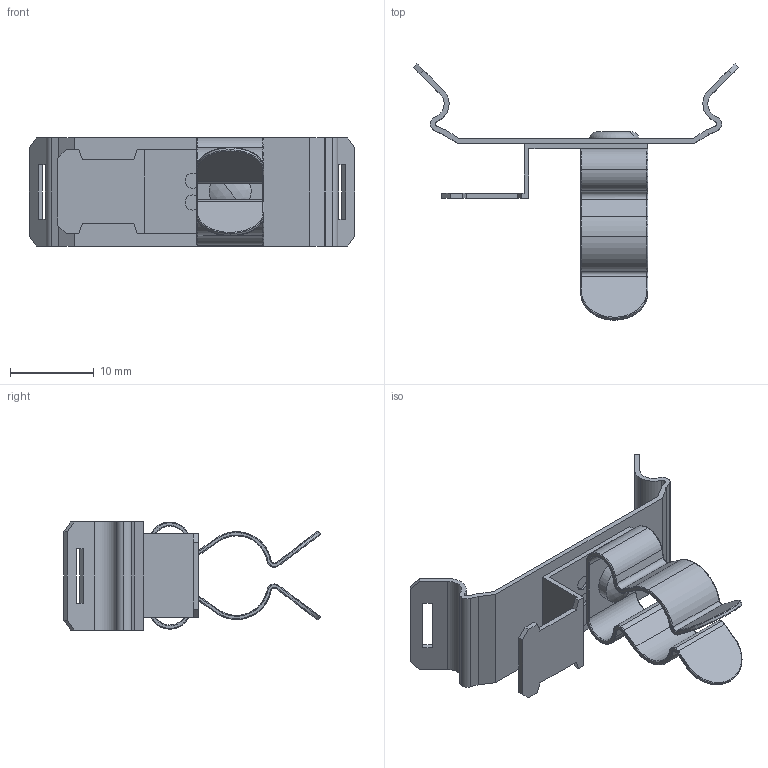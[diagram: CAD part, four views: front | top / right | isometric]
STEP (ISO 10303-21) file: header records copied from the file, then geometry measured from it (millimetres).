
FILE_DESCRIPTION (( 'STEP AP214' ), '1' );
FILE_NAME ('1030-304.STEP', '2024-03-26T13:12:33', ( '' ), ( '' ), 'SwSTEP 2.0', 'SolidWorks 2022', '' );
FILE_SCHEMA (( 'AUTOMOTIVE_DESIGN' ));
Length unit declared in the file: millimetre
Products named in the file (5): 1022-056; 3x1,5_2mm Blechstärke; 1010-004.; 1030-304; 1030-551
Assembly tree (4 placements, depth 2):
  1030-304
    1030-551
    1022-056
    3x1,5_2mm Blechstärke
    1010-004.
Bounding box: 38.84 x 30.61 x 12.92 mm (x, y, z)
Volume: 698.5 mm3; surface area: 3188.7 mm2
Topology: 3 solids, 6 shells, 262 faces, 671 edges, 424 vertices
Faces by surface type: cylinder 100, plane 94, bspline 58, torus 8, sphere 2
Entity records: 10118 total; most frequent: CARTESIAN_POINT 3730, ORIENTED_EDGE 1334, DIRECTION 1265, EDGE_CURVE 669, AXIS2_PLACEMENT_3D 458, VERTEX_POINT 424, VECTOR 349, LINE 349
